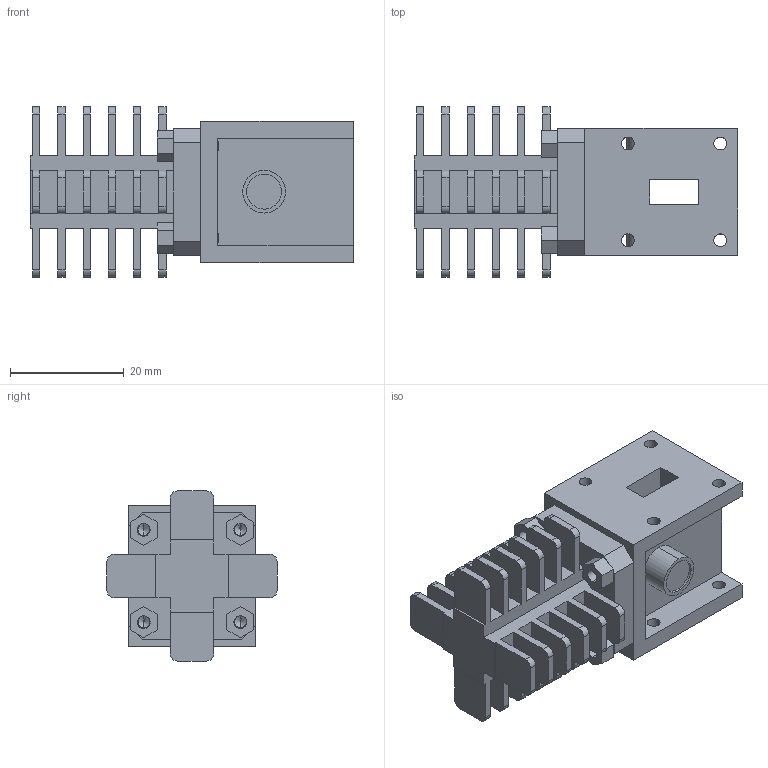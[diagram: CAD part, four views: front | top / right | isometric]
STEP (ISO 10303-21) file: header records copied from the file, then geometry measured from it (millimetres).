
FILE_DESCRIPTION (( 'STEP AP214' ), '1' );
FILE_NAME ('NF-I3-DB1-H.STEP', '2019-01-29T01:30:15', ( '' ), ( '' ), 'SwSTEP 2.0', 'SolidWorks 2016', '' );
FILE_SCHEMA (( 'AUTOMOTIVE_DESIGN' ));
Length unit declared in the file: inch
Products named in the file (1): NF-I3-DB1-H
Bounding box: 56.9 x 29.97 x 29.97 mm (x, y, z)
Volume: 17279.4 mm3; surface area: 12577.2 mm2
Topology: 6 solids, 6 shells, 504 faces, 1464 edges, 968 vertices
Faces by surface type: cylinder 300, plane 180, cone 16, bspline 8
Entity records: 28139 total; most frequent: CARTESIAN_POINT 9233, ORIENTED_EDGE 2912, DIRECTION 2238, EDGE_CURVE 1456, VERTEX_POINT 968, VECTOR 788, LINE 788, AXIS2_PLACEMENT_3D 725
